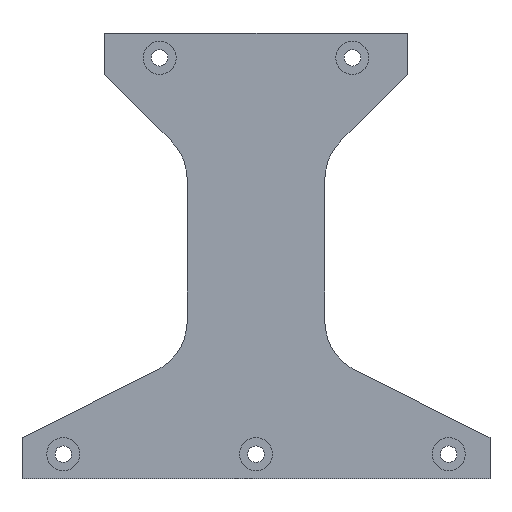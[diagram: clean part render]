
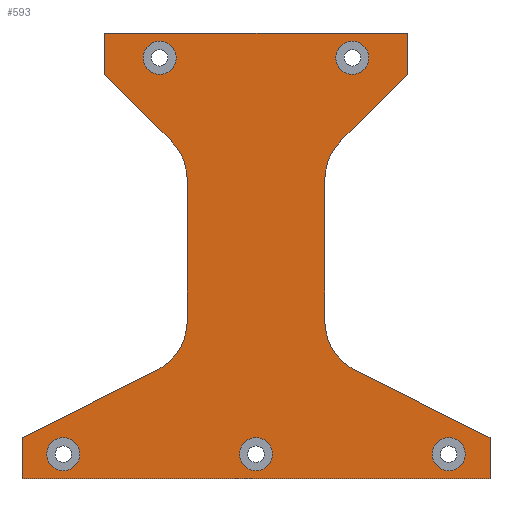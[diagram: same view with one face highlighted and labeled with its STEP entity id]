
A CAD part, front view. The second image highlights one B-rep face of the part: STEP entity #593.
In plain terms, the highlighted planar face has unit normal (0, -1, 0).
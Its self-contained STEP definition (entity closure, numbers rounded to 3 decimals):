
#15=FACE_BOUND('',#93,.T.);
#16=FACE_BOUND('',#94,.T.);
#17=FACE_BOUND('',#95,.T.);
#18=FACE_BOUND('',#96,.T.);
#19=FACE_BOUND('',#97,.T.);
#36=PLANE('',#646);
#59=FACE_OUTER_BOUND('',#92,.T.);
#92=EDGE_LOOP('',(#443,#444,#445,#446,#447,#448,#449,#450,#451,#452,#453,
#454,#455,#456,#457,#458));
#93=EDGE_LOOP('',(#459));
#94=EDGE_LOOP('',(#460));
#95=EDGE_LOOP('',(#461));
#96=EDGE_LOOP('',(#462));
#97=EDGE_LOOP('',(#463));
#134=LINE('',#893,#184);
#137=LINE('',#904,#187);
#143=LINE('',#920,#193);
#147=LINE('',#932,#197);
#148=LINE('',#935,#198);
#151=LINE('',#941,#201);
#154=LINE('',#947,#204);
#155=LINE('',#948,#205);
#156=LINE('',#950,#206);
#157=LINE('',#952,#207);
#158=LINE('',#954,#208);
#159=LINE('',#955,#209);
#184=VECTOR('',#708,10.);
#187=VECTOR('',#719,10.);
#193=VECTOR('',#733,10.);
#197=VECTOR('',#745,10.);
#198=VECTOR('',#748,10.);
#201=VECTOR('',#753,10.);
#204=VECTOR('',#758,10.);
#205=VECTOR('',#759,10.);
#206=VECTOR('',#760,10.);
#207=VECTOR('',#761,10.);
#208=VECTOR('',#762,10.);
#209=VECTOR('',#763,10.);
#231=CIRCLE('',#630,10.);
#233=CIRCLE('',#634,10.);
#235=CIRCLE('',#638,10.);
#237=CIRCLE('',#642,10.);
#238=CIRCLE('',#647,3.);
#239=CIRCLE('',#648,3.);
#240=CIRCLE('',#649,3.);
#241=CIRCLE('',#650,3.);
#242=CIRCLE('',#651,3.);
#265=VERTEX_POINT('',#883);
#266=VERTEX_POINT('',#885);
#268=VERTEX_POINT('',#891);
#271=VERTEX_POINT('',#898);
#272=VERTEX_POINT('',#900);
#275=VERTEX_POINT('',#910);
#276=VERTEX_POINT('',#912);
#278=VERTEX_POINT('',#918);
#280=VERTEX_POINT('',#924);
#282=VERTEX_POINT('',#930);
#283=VERTEX_POINT('',#934);
#285=VERTEX_POINT('',#940);
#287=VERTEX_POINT('',#946);
#288=VERTEX_POINT('',#949);
#289=VERTEX_POINT('',#951);
#290=VERTEX_POINT('',#953);
#291=VERTEX_POINT('',#956);
#292=VERTEX_POINT('',#958);
#293=VERTEX_POINT('',#960);
#294=VERTEX_POINT('',#962);
#295=VERTEX_POINT('',#964);
#322=EDGE_CURVE('',#265,#266,#231,.T.);
#326=EDGE_CURVE('',#265,#268,#134,.T.);
#329=EDGE_CURVE('',#271,#272,#233,.T.);
#331=EDGE_CURVE('',#271,#266,#137,.T.);
#335=EDGE_CURVE('',#275,#276,#235,.T.);
#339=EDGE_CURVE('',#275,#278,#143,.T.);
#342=EDGE_CURVE('',#280,#278,#237,.T.);
#345=EDGE_CURVE('',#280,#282,#147,.T.);
#346=EDGE_CURVE('',#283,#272,#148,.T.);
#349=EDGE_CURVE('',#283,#285,#151,.T.);
#352=EDGE_CURVE('',#287,#282,#154,.T.);
#353=EDGE_CURVE('',#287,#285,#155,.T.);
#354=EDGE_CURVE('',#288,#268,#156,.T.);
#355=EDGE_CURVE('',#289,#288,#157,.T.);
#356=EDGE_CURVE('',#290,#289,#158,.T.);
#357=EDGE_CURVE('',#290,#276,#159,.T.);
#358=EDGE_CURVE('',#291,#291,#238,.T.);
#359=EDGE_CURVE('',#292,#292,#239,.T.);
#360=EDGE_CURVE('',#293,#293,#240,.T.);
#361=EDGE_CURVE('',#294,#294,#241,.T.);
#362=EDGE_CURVE('',#295,#295,#242,.T.);
#443=ORIENTED_EDGE('',*,*,#345,.T.);
#444=ORIENTED_EDGE('',*,*,#352,.F.);
#445=ORIENTED_EDGE('',*,*,#353,.T.);
#446=ORIENTED_EDGE('',*,*,#349,.F.);
#447=ORIENTED_EDGE('',*,*,#346,.T.);
#448=ORIENTED_EDGE('',*,*,#329,.F.);
#449=ORIENTED_EDGE('',*,*,#331,.T.);
#450=ORIENTED_EDGE('',*,*,#322,.F.);
#451=ORIENTED_EDGE('',*,*,#326,.T.);
#452=ORIENTED_EDGE('',*,*,#354,.F.);
#453=ORIENTED_EDGE('',*,*,#355,.F.);
#454=ORIENTED_EDGE('',*,*,#356,.F.);
#455=ORIENTED_EDGE('',*,*,#357,.T.);
#456=ORIENTED_EDGE('',*,*,#335,.F.);
#457=ORIENTED_EDGE('',*,*,#339,.T.);
#458=ORIENTED_EDGE('',*,*,#342,.F.);
#459=ORIENTED_EDGE('',*,*,#358,.T.);
#460=ORIENTED_EDGE('',*,*,#359,.T.);
#461=ORIENTED_EDGE('',*,*,#360,.T.);
#462=ORIENTED_EDGE('',*,*,#361,.T.);
#463=ORIENTED_EDGE('',*,*,#362,.T.);
#593=ADVANCED_FACE('',(#59,#15,#16,#17,#18,#19),#36,.F.);
#630=AXIS2_PLACEMENT_3D('',#886,#701,#702);
#634=AXIS2_PLACEMENT_3D('',#901,#714,#715);
#638=AXIS2_PLACEMENT_3D('',#913,#726,#727);
#642=AXIS2_PLACEMENT_3D('',#926,#739,#740);
#646=AXIS2_PLACEMENT_3D('',#945,#756,#757);
#647=AXIS2_PLACEMENT_3D('',#957,#764,#765);
#648=AXIS2_PLACEMENT_3D('',#959,#766,#767);
#649=AXIS2_PLACEMENT_3D('',#961,#768,#769);
#650=AXIS2_PLACEMENT_3D('',#963,#770,#771);
#651=AXIS2_PLACEMENT_3D('',#965,#772,#773);
#701=DIRECTION('center_axis',(0.,-1.,0.));
#702=DIRECTION('ref_axis',(-0.924,0.,0.383));
#708=DIRECTION('',(0.707,0.,0.707));
#714=DIRECTION('center_axis',(0.,-1.,0.));
#715=DIRECTION('ref_axis',(-0.851,0.,-0.526));
#719=DIRECTION('',(0.,0.,1.));
#726=DIRECTION('center_axis',(0.,-1.,0.));
#727=DIRECTION('ref_axis',(0.924,0.,0.383));
#733=DIRECTION('',(0.,0.,-1.));
#739=DIRECTION('center_axis',(0.,-1.,0.));
#740=DIRECTION('ref_axis',(0.851,0.,-0.526));
#745=DIRECTION('',(-0.894,0.,-0.447));
#748=DIRECTION('',(-0.894,0.,0.447));
#753=DIRECTION('',(0.,0.,-1.));
#756=DIRECTION('center_axis',(0.,1.,0.));
#757=DIRECTION('ref_axis',(1.,0.,0.));
#758=DIRECTION('',(0.,0.,1.));
#759=DIRECTION('',(1.,0.,0.));
#760=DIRECTION('',(0.,0.,-1.));
#761=DIRECTION('',(1.,0.,0.));
#762=DIRECTION('',(0.,0.,1.));
#763=DIRECTION('',(0.707,0.,-0.707));
#764=DIRECTION('center_axis',(0.,1.,0.));
#765=DIRECTION('ref_axis',(1.,0.,0.));
#766=DIRECTION('center_axis',(0.,1.,0.));
#767=DIRECTION('ref_axis',(1.,0.,0.));
#768=DIRECTION('center_axis',(0.,1.,0.));
#769=DIRECTION('ref_axis',(1.,0.,0.));
#770=DIRECTION('center_axis',(0.,1.,0.));
#771=DIRECTION('ref_axis',(1.,0.,0.));
#772=DIRECTION('center_axis',(0.,1.,0.));
#773=DIRECTION('ref_axis',(1.,0.,0.));
#883=CARTESIAN_POINT('',(57.929,0.,-19.571));
#885=CARTESIAN_POINT('',(55.,0.,-26.642));
#886=CARTESIAN_POINT('Origin',(65.,0.,-26.642));
#891=CARTESIAN_POINT('',(70.,0.,-7.5));
#893=CARTESIAN_POINT('',(54.875,0.,-22.625));
#898=CARTESIAN_POINT('',(55.,0.,-52.32));
#900=CARTESIAN_POINT('',(60.528,0.,-61.264));
#901=CARTESIAN_POINT('Origin',(65.,0.,-52.32));
#904=CARTESIAN_POINT('',(55.,0.,-31.5));
#910=CARTESIAN_POINT('',(30.,0.,-26.642));
#912=CARTESIAN_POINT('',(27.071,0.,-19.571));
#913=CARTESIAN_POINT('Origin',(20.,0.,-26.642));
#918=CARTESIAN_POINT('',(30.,0.,-52.32));
#920=CARTESIAN_POINT('',(30.,0.,-49.5));
#924=CARTESIAN_POINT('',(24.472,0.,-61.264));
#926=CARTESIAN_POINT('Origin',(20.,0.,-52.32));
#930=CARTESIAN_POINT('',(0.,0.,-73.5));
#932=CARTESIAN_POINT('',(23.6,0.,-61.7));
#934=CARTESIAN_POINT('',(85.,0.,-73.5));
#935=CARTESIAN_POINT('',(46.4,0.,-54.2));
#940=CARTESIAN_POINT('',(85.,0.,-81.));
#941=CARTESIAN_POINT('',(85.,0.,0.));
#945=CARTESIAN_POINT('Origin',(42.5,0.,-40.5));
#946=CARTESIAN_POINT('',(0.,0.,-81.));
#947=CARTESIAN_POINT('',(0.,0.,-81.));
#948=CARTESIAN_POINT('',(70.,0.,-81.));
#949=CARTESIAN_POINT('',(70.,0.,0.));
#950=CARTESIAN_POINT('',(70.,0.,0.));
#951=CARTESIAN_POINT('',(15.,0.,0.));
#952=CARTESIAN_POINT('',(15.,0.,0.));
#953=CARTESIAN_POINT('',(15.,0.,-7.5));
#954=CARTESIAN_POINT('',(15.,0.,-81.));
#955=CARTESIAN_POINT('',(37.625,0.,-30.125));
#956=CARTESIAN_POINT('',(74.5,0.,-76.5));
#957=CARTESIAN_POINT('Origin',(77.5,0.,-76.5));
#958=CARTESIAN_POINT('',(22.,0.,-4.5));
#959=CARTESIAN_POINT('Origin',(25.,0.,-4.5));
#960=CARTESIAN_POINT('',(39.5,0.,-76.5));
#961=CARTESIAN_POINT('Origin',(42.5,0.,-76.5));
#962=CARTESIAN_POINT('',(57.,0.,-4.5));
#963=CARTESIAN_POINT('Origin',(60.,0.,-4.5));
#964=CARTESIAN_POINT('',(4.5,0.,-76.5));
#965=CARTESIAN_POINT('Origin',(7.5,0.,-76.5));
